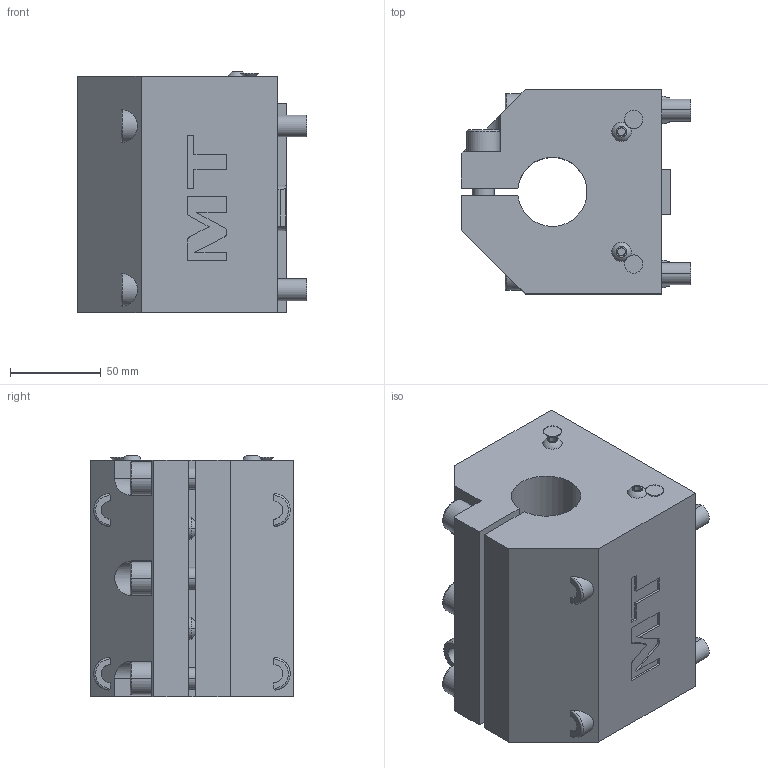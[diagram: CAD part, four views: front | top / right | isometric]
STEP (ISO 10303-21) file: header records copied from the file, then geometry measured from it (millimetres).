
FILE_DESCRIPTION((''),'2;1');
FILE_NAME('DWO0363810_CONF','2023-05-11T15:15:56',('gvalli'),('M.T. srl'),'CREO PARAMETRIC BY PTC INC, 2021072','CREO PARAMETRIC BY PTC INC, 2021072','');
FILE_SCHEMA(('CONFIG_CONTROL_DESIGN'));
Length unit declared in the file: millimetre
Products named in the file (1): DWO0363810_CONF
Bounding box: 126 x 112 x 132.5 mm (x, y, z)
Volume: 1301812.8 mm3; surface area: 103889.6 mm2
Topology: 1 solids, 1 shells, 189 faces, 473 edges, 305 vertices
Faces by surface type: plane 97, cylinder 54, cone 22, torus 10, extrusion 4, sphere 2
Entity records: 6100 total; most frequent: CARTESIAN_POINT 1529, ORIENTED_EDGE 926, DIRECTION 925, EDGE_CURVE 463, AXIS2_PLACEMENT_3D 320, VERTEX_POINT 305, VECTOR 285, LINE 281
